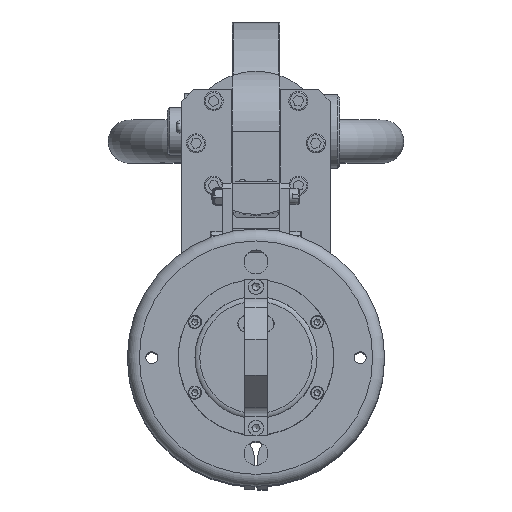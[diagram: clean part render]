
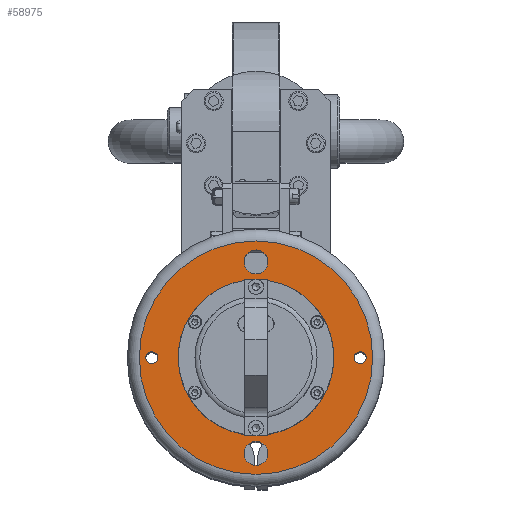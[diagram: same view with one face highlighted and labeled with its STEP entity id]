
A CAD part, top view. The second image highlights one B-rep face of the part: STEP entity #58975.
In plain terms, the highlighted planar face has unit normal (0, 0, 1).
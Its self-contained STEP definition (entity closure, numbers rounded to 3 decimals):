
#2863 = CARTESIAN_POINT ( 'NONE',  ( -86.995, -180., 800. ) ) ;
#2904 = CIRCLE ( 'NONE', #86936, 97.5 ) ;
#3017 = EDGE_LOOP ( 'NONE', ( #106629 ) ) ;
#3919 = CIRCLE ( 'NONE', #75198, 65. ) ;
#5321 = CIRCLE ( 'NONE', #25593, 10. ) ;
#5909 = EDGE_CURVE ( 'NONE', #29226, #29226, #5321, .T. ) ;
#5927 = CARTESIAN_POINT ( 'NONE',  ( 10.005, -260., 800. ) ) ;
#7796 = DIRECTION ( 'NONE',  ( 1., 0., 0. ) ) ;
#9245 = VERTEX_POINT ( 'NONE', #30058 ) ;
#13482 = EDGE_LOOP ( 'NONE', ( #22225 ) ) ;
#14992 = CIRCLE ( 'NONE', #31170, 5. ) ;
#15132 = CIRCLE ( 'NONE', #69613, 5. ) ;
#18364 = DIRECTION ( 'NONE',  ( 0., 0., 1. ) ) ;
#19463 = CARTESIAN_POINT ( 'NONE',  ( 87.005, -180., 800. ) ) ;
#19720 = CARTESIAN_POINT ( 'NONE',  ( 92.005, -180., 800. ) ) ;
#20188 = CARTESIAN_POINT ( 'NONE',  ( -81.995, -180., 800. ) ) ;
#21530 = CARTESIAN_POINT ( 'NONE',  ( 0.005, -100., 800. ) ) ;
#21890 = DIRECTION ( 'NONE',  ( 0., 0., 1. ) ) ;
#22225 = ORIENTED_EDGE ( 'NONE', *, *, #24078, .F. ) ;
#24078 = EDGE_CURVE ( 'NONE', #88235, #88235, #15132, .T. ) ;
#25593 = AXIS2_PLACEMENT_3D ( 'NONE', #21530, #21890, #46595 ) ;
#29226 = VERTEX_POINT ( 'NONE', #50679 ) ;
#30058 = CARTESIAN_POINT ( 'NONE',  ( 97.505, -180., 800. ) ) ;
#31170 = AXIS2_PLACEMENT_3D ( 'NONE', #19463, #69377, #101505 ) ;
#31421 = CARTESIAN_POINT ( 'NONE',  ( 0.005, -180., 800. ) ) ;
#31959 = CARTESIAN_POINT ( 'NONE',  ( 65.005, -180., 800. ) ) ;
#32722 = EDGE_LOOP ( 'NONE', ( #64794 ) ) ;
#32965 = EDGE_LOOP ( 'NONE', ( #85111 ) ) ;
#36520 = DIRECTION ( 'NONE',  ( 0., 0., 1. ) ) ;
#39118 = FACE_BOUND ( 'NONE', #98984, .T. ) ;
#40900 = CARTESIAN_POINT ( 'NONE',  ( 0.005, -260., 800. ) ) ;
#41250 = DIRECTION ( 'NONE',  ( 0., 0., 1. ) ) ;
#41736 = VERTEX_POINT ( 'NONE', #31959 ) ;
#42998 = FACE_BOUND ( 'NONE', #13482, .T. ) ;
#46595 = DIRECTION ( 'NONE',  ( 1., 0., 0. ) ) ;
#47158 = EDGE_CURVE ( 'NONE', #41736, #41736, #3919, .T. ) ;
#47742 = EDGE_LOOP ( 'NONE', ( #88990 ) ) ;
#49393 = FACE_OUTER_BOUND ( 'NONE', #32965, .T. ) ;
#50679 = CARTESIAN_POINT ( 'NONE',  ( 10.005, -100., 800. ) ) ;
#54544 = FACE_BOUND ( 'NONE', #3017, .T. ) ;
#56925 = DIRECTION ( 'NONE',  ( 0., 0., 1. ) ) ;
#58851 = DIRECTION ( 'NONE',  ( 1., 0., 0. ) ) ;
#58975 = ADVANCED_FACE ( 'NONE', ( #49393, #54544, #68769, #39118, #101043, #42998 ), #68872, .T. ) ;
#60582 = CARTESIAN_POINT ( 'NONE',  ( 0.005, -180., 800. ) ) ;
#64629 = CARTESIAN_POINT ( 'NONE',  ( 0.005, -180., 800. ) ) ;
#64794 = ORIENTED_EDGE ( 'NONE', *, *, #67077, .F. ) ;
#67077 = EDGE_CURVE ( 'NONE', #85564, #85564, #14992, .T. ) ;
#68769 = FACE_BOUND ( 'NONE', #47742, .T. ) ;
#68843 = AXIS2_PLACEMENT_3D ( 'NONE', #60582, #36520, #76407 ) ;
#68872 = PLANE ( 'NONE',  #68843 ) ;
#69377 = DIRECTION ( 'NONE',  ( 0., 0., 1. ) ) ;
#69613 = AXIS2_PLACEMENT_3D ( 'NONE', #2863, #18364, #84411 ) ;
#71466 = AXIS2_PLACEMENT_3D ( 'NONE', #40900, #41250, #58851 ) ;
#72126 = ORIENTED_EDGE ( 'NONE', *, *, #47158, .F. ) ;
#75198 = AXIS2_PLACEMENT_3D ( 'NONE', #31421, #56925, #98354 ) ;
#76407 = DIRECTION ( 'NONE',  ( 1., 0., 0. ) ) ;
#81529 = DIRECTION ( 'NONE',  ( 0., 0., 1. ) ) ;
#84142 = EDGE_CURVE ( 'NONE', #9245, #9245, #2904, .T. ) ;
#84411 = DIRECTION ( 'NONE',  ( 1., 0., 0. ) ) ;
#85111 = ORIENTED_EDGE ( 'NONE', *, *, #84142, .T. ) ;
#85564 = VERTEX_POINT ( 'NONE', #19720 ) ;
#86936 = AXIS2_PLACEMENT_3D ( 'NONE', #64629, #81529, #7796 ) ;
#87333 = VERTEX_POINT ( 'NONE', #5927 ) ;
#88235 = VERTEX_POINT ( 'NONE', #20188 ) ;
#88990 = ORIENTED_EDGE ( 'NONE', *, *, #5909, .F. ) ;
#92239 = EDGE_CURVE ( 'NONE', #87333, #87333, #105933, .T. ) ;
#98354 = DIRECTION ( 'NONE',  ( 1., 0., 0. ) ) ;
#98984 = EDGE_LOOP ( 'NONE', ( #72126 ) ) ;
#101043 = FACE_BOUND ( 'NONE', #32722, .T. ) ;
#101505 = DIRECTION ( 'NONE',  ( 1., 0., 0. ) ) ;
#105933 = CIRCLE ( 'NONE', #71466, 10. ) ;
#106629 = ORIENTED_EDGE ( 'NONE', *, *, #92239, .F. ) ;
